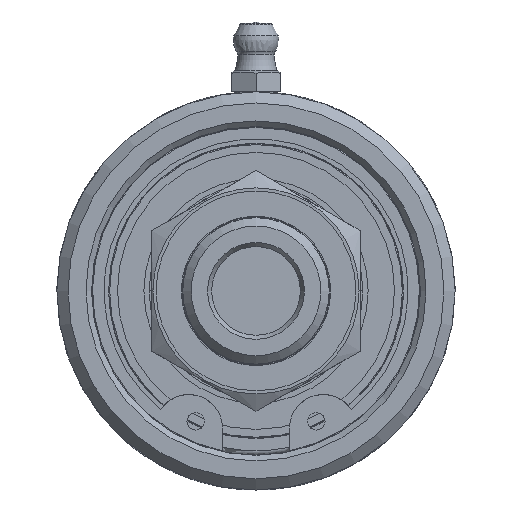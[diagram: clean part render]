
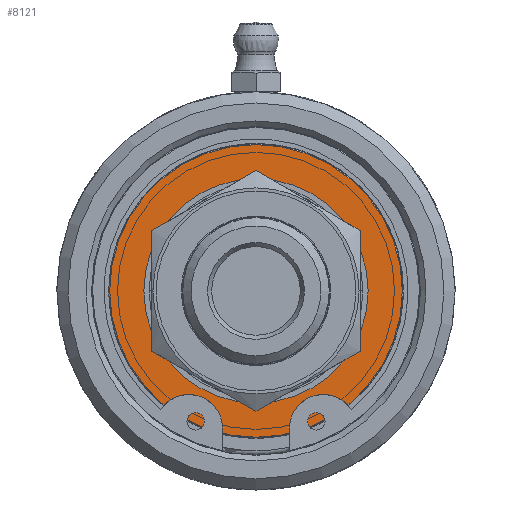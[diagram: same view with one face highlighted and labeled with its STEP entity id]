
A CAD part, left-side view. The second image highlights one B-rep face of the part: STEP entity #8121.
In plain terms, the highlighted planar face has unit normal (-1, 0, 0).
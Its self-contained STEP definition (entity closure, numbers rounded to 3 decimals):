
#1413=FACE_BOUND('',#2892,.T.);
#1718=CIRCLE('',#8888,16.05);
#1719=CIRCLE('',#8889,16.05);
#1720=CIRCLE('',#8891,20.95);
#1721=CIRCLE('',#8892,20.95);
#1938=PLANE('',#8890);
#2380=FACE_OUTER_BOUND('',#2891,.T.);
#2891=EDGE_LOOP('',(#7510,#7511));
#2892=EDGE_LOOP('',(#7512,#7513));
#3988=VERTEX_POINT('',#19381);
#3989=VERTEX_POINT('',#19382);
#3990=VERTEX_POINT('',#19387);
#3991=VERTEX_POINT('',#19388);
#5172=EDGE_CURVE('',#3988,#3989,#1718,.T.);
#5173=EDGE_CURVE('',#3989,#3988,#1719,.T.);
#5175=EDGE_CURVE('',#3990,#3991,#1720,.T.);
#5176=EDGE_CURVE('',#3991,#3990,#1721,.T.);
#7510=ORIENTED_EDGE('',*,*,#5175,.F.);
#7511=ORIENTED_EDGE('',*,*,#5176,.F.);
#7512=ORIENTED_EDGE('',*,*,#5172,.T.);
#7513=ORIENTED_EDGE('',*,*,#5173,.T.);
#8121=ADVANCED_FACE('',(#2380,#1413),#1938,.T.);
#8888=AXIS2_PLACEMENT_3D('',#19383,#10799,#10800);
#8889=AXIS2_PLACEMENT_3D('',#19384,#10801,#10802);
#8890=AXIS2_PLACEMENT_3D('',#19386,#10804,#10805);
#8891=AXIS2_PLACEMENT_3D('',#19389,#10806,#10807);
#8892=AXIS2_PLACEMENT_3D('',#19390,#10808,#10809);
#10799=DIRECTION('center_axis',(1.,0.,0.));
#10800=DIRECTION('ref_axis',(0.,-1.,0.));
#10801=DIRECTION('center_axis',(1.,0.,0.));
#10802=DIRECTION('ref_axis',(0.,-1.,0.));
#10804=DIRECTION('center_axis',(-1.,0.,0.));
#10805=DIRECTION('ref_axis',(0.,1.,0.));
#10806=DIRECTION('center_axis',(1.,0.,0.));
#10807=DIRECTION('ref_axis',(0.,-1.,0.));
#10808=DIRECTION('center_axis',(1.,0.,0.));
#10809=DIRECTION('ref_axis',(0.,-1.,0.));
#19381=CARTESIAN_POINT('',(38.425,-16.05,0.));
#19382=CARTESIAN_POINT('',(38.425,16.05,0.));
#19383=CARTESIAN_POINT('Origin',(38.425,0.,0.));
#19384=CARTESIAN_POINT('Origin',(38.425,0.,0.));
#19386=CARTESIAN_POINT('Origin',(38.425,-18.5,0.));
#19387=CARTESIAN_POINT('',(38.425,-20.95,0.));
#19388=CARTESIAN_POINT('',(38.425,20.95,0.));
#19389=CARTESIAN_POINT('Origin',(38.425,0.,0.));
#19390=CARTESIAN_POINT('Origin',(38.425,0.,0.));
